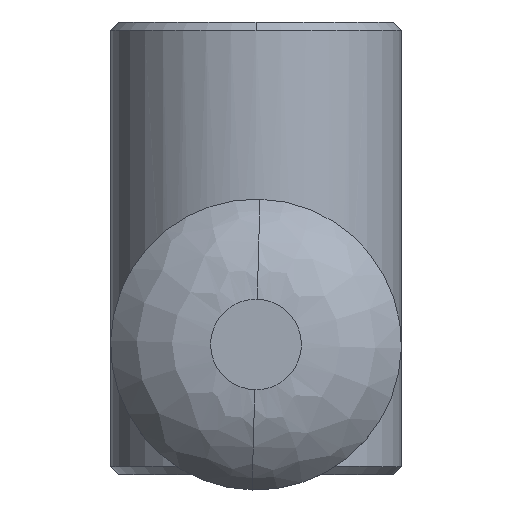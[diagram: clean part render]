
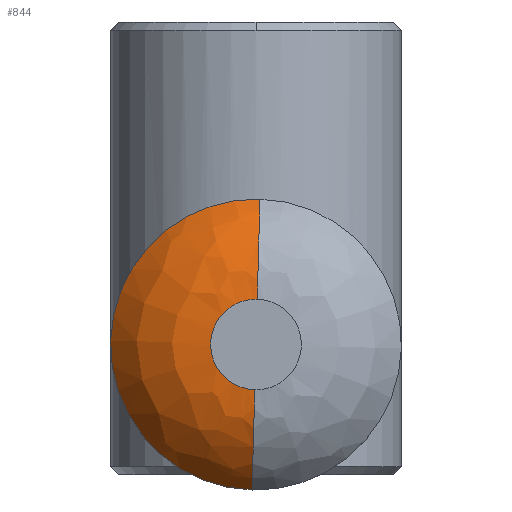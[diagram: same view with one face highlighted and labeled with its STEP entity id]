
A CAD part, top view. The second image highlights one B-rep face of the part: STEP entity #844.
In plain terms, the highlighted free-form (B-spline) face has degree [3, 3] with [4, 4] control points.
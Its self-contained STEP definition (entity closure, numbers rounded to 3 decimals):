
#8 = EDGE_CURVE ( 'NONE', #1490, #1489, #882, .T. ) ;
#98 =( BOUNDED_SURFACE ( )  B_SPLINE_SURFACE ( 3, 3, ( 
 ( #2062, #2063, #2064, #2065 ),
 ( #2066, #2067, #2068, #2069 ),
 ( #2070, #2071, #2072, #2073 ),
 ( #2074, #2075, #2076, #2077 ) ),
 .UNSPECIFIED., .F., .F., .F. ) 
 B_SPLINE_SURFACE_WITH_KNOTS ( ( 4, 4 ),
 ( 4, 4 ),
 ( 0., 1. ),
 ( 0., 1. ),
 .UNSPECIFIED. ) 
 GEOMETRIC_REPRESENTATION_ITEM ( )  RATIONAL_B_SPLINE_SURFACE ( (
 ( 1., 0.333, 0.333, 1.),
 ( 0.92, 0.307, 0.307, 0.92),
 ( 0.92, 0.307, 0.307, 0.92),
 ( 1., 0.333, 0.333, 1.) ) ) 
 REPRESENTATION_ITEM ( '' )  SURFACE ( )  );
#101 =( BOUNDED_CURVE ( )  B_SPLINE_CURVE ( 3, ( #2625, #2626, #2627, #2628 ),
 .UNSPECIFIED., .F., .F. ) 
 B_SPLINE_CURVE_WITH_KNOTS ( ( 4, 4 ),
 ( 0., 1. ),
 .UNSPECIFIED. ) 
 CURVE ( )  GEOMETRIC_REPRESENTATION_ITEM ( )  RATIONAL_B_SPLINE_CURVE ( ( 1., 0.333, 0.333, 1. ) ) 
 REPRESENTATION_ITEM ( '' )  );
#102 =( BOUNDED_CURVE ( )  B_SPLINE_CURVE ( 3, ( #2772, #2773, #2774, #2775 ),
 .UNSPECIFIED., .F., .F. ) 
 B_SPLINE_CURVE_WITH_KNOTS ( ( 4, 4 ),
 ( 0., 1. ),
 .UNSPECIFIED. ) 
 CURVE ( )  GEOMETRIC_REPRESENTATION_ITEM ( )  RATIONAL_B_SPLINE_CURVE ( ( 1., 0.92, 0.92, 1. ) ) 
 REPRESENTATION_ITEM ( '' )  );
#103 =( BOUNDED_CURVE ( )  B_SPLINE_CURVE ( 3, ( #2776, #2777, #2778, #2779 ),
 .UNSPECIFIED., .F., .F. ) 
 B_SPLINE_CURVE_WITH_KNOTS ( ( 4, 4 ),
 ( 0., 1. ),
 .UNSPECIFIED. ) 
 CURVE ( )  GEOMETRIC_REPRESENTATION_ITEM ( )  RATIONAL_B_SPLINE_CURVE ( ( 1., 0.92, 0.92, 1. ) ) 
 REPRESENTATION_ITEM ( '' )  );
#844 = ADVANCED_FACE ( 'NONE', ( #1974 ), #98, .T. ) ;
#882 = CIRCLE ( 'NONE', #1515, 9. ) ;
#989 = CARTESIAN_POINT ( 'NONE',  ( 0., 0., -41.5 ) ) ;
#990 = DIRECTION ( 'NONE',  ( 0., 0., -1. ) ) ;
#991 = DIRECTION ( 'NONE',  ( -1., 0., 0. ) ) ;
#1290 = EDGE_LOOP ( 'NONE', ( #1333, #1328, #1336, #1338, #1337 ) ) ;
#1328 = ORIENTED_EDGE ( 'NONE', *, *, #3190, .T. ) ;
#1333 = ORIENTED_EDGE ( 'NONE', *, *, #3203, .F. ) ;
#1336 = ORIENTED_EDGE ( 'NONE', *, *, #3204, .F. ) ;
#1337 = ORIENTED_EDGE ( 'NONE', *, *, #3188, .T. ) ;
#1338 = ORIENTED_EDGE ( 'NONE', *, *, #8, .T. ) ;
#1489 = VERTEX_POINT ( 'NONE', #2141 ) ;
#1490 = VERTEX_POINT ( 'NONE', #2142 ) ;
#1515 = AXIS2_PLACEMENT_3D ( 'NONE', #989, #990, #991 ) ;
#1974 = FACE_OUTER_BOUND ( 'NONE', #1290, .T. ) ;
#2062 = CARTESIAN_POINT ( 'NONE',  ( 2.8, 0., -45. ) ) ;
#2063 = CARTESIAN_POINT ( 'NONE',  ( 2.8, -5.6, -45. ) ) ;
#2064 = CARTESIAN_POINT ( 'NONE',  ( -2.8, -5.6, -45. ) ) ;
#2065 = CARTESIAN_POINT ( 'NONE',  ( -2.8, 0., -45. ) ) ;
#2066 = CARTESIAN_POINT ( 'NONE',  ( 5.379, 0., -44.95 ) ) ;
#2067 = CARTESIAN_POINT ( 'NONE',  ( 5.379, -10.758, -44.95 ) ) ;
#2068 = CARTESIAN_POINT ( 'NONE',  ( -5.379, -10.758, -44.95 ) ) ;
#2069 = CARTESIAN_POINT ( 'NONE',  ( -5.379, 0., -44.95 ) ) ;
#2070 = CARTESIAN_POINT ( 'NONE',  ( 7.625, 0., -43.682 ) ) ;
#2071 = CARTESIAN_POINT ( 'NONE',  ( 7.625, -15.25, -43.682 ) ) ;
#2072 = CARTESIAN_POINT ( 'NONE',  ( -7.625, -15.25, -43.682 ) ) ;
#2073 = CARTESIAN_POINT ( 'NONE',  ( -7.625, 0., -43.682 ) ) ;
#2074 = CARTESIAN_POINT ( 'NONE',  ( 9., 0., -41.5 ) ) ;
#2075 = CARTESIAN_POINT ( 'NONE',  ( 9., -18., -41.5 ) ) ;
#2076 = CARTESIAN_POINT ( 'NONE',  ( -9., -18., -41.5 ) ) ;
#2077 = CARTESIAN_POINT ( 'NONE',  ( -9., 0., -41.5 ) ) ;
#2141 = CARTESIAN_POINT ( 'NONE',  ( 0., -9., -41.5 ) ) ;
#2142 = CARTESIAN_POINT ( 'NONE',  ( 9., 0., -41.5 ) ) ;
#2249 = CIRCLE ( 'NONE', #2894, 9. ) ;
#2321 = CARTESIAN_POINT ( 'NONE',  ( 2.8, 0., -45. ) ) ;
#2324 = CARTESIAN_POINT ( 'NONE',  ( -9., 0., -41.5 ) ) ;
#2328 = CARTESIAN_POINT ( 'NONE',  ( -2.8, 0., -45. ) ) ;
#2618 = CARTESIAN_POINT ( 'NONE',  ( 0., 0., -41.5 ) ) ;
#2619 = DIRECTION ( 'NONE',  ( 0., 0., -1. ) ) ;
#2620 = DIRECTION ( 'NONE',  ( -1., 0., 0. ) ) ;
#2625 = CARTESIAN_POINT ( 'NONE',  ( -2.8, 0., -45. ) ) ;
#2626 = CARTESIAN_POINT ( 'NONE',  ( -2.8, -5.6, -45. ) ) ;
#2627 = CARTESIAN_POINT ( 'NONE',  ( 2.8, -5.6, -45. ) ) ;
#2628 = CARTESIAN_POINT ( 'NONE',  ( 2.8, 0., -45. ) ) ;
#2772 = CARTESIAN_POINT ( 'NONE',  ( -2.8, 0., -45. ) ) ;
#2773 = CARTESIAN_POINT ( 'NONE',  ( -5.379, 0., -44.95 ) ) ;
#2774 = CARTESIAN_POINT ( 'NONE',  ( -7.625, 0., -43.682 ) ) ;
#2775 = CARTESIAN_POINT ( 'NONE',  ( -9., 0., -41.5 ) ) ;
#2776 = CARTESIAN_POINT ( 'NONE',  ( 9., 0., -41.5 ) ) ;
#2777 = CARTESIAN_POINT ( 'NONE',  ( 7.625, 0., -43.682 ) ) ;
#2778 = CARTESIAN_POINT ( 'NONE',  ( 5.379, 0., -44.95 ) ) ;
#2779 = CARTESIAN_POINT ( 'NONE',  ( 2.8, 0., -45. ) ) ;
#2894 = AXIS2_PLACEMENT_3D ( 'NONE', #2618, #2619, #2620 ) ;
#2911 = VERTEX_POINT ( 'NONE', #2321 ) ;
#2914 = VERTEX_POINT ( 'NONE', #2324 ) ;
#2918 = VERTEX_POINT ( 'NONE', #2328 ) ;
#3188 = EDGE_CURVE ( 'NONE', #1489, #2914, #2249, .T. ) ;
#3190 = EDGE_CURVE ( 'NONE', #2918, #2911, #101, .T. ) ;
#3203 = EDGE_CURVE ( 'NONE', #2918, #2914, #102, .T. ) ;
#3204 = EDGE_CURVE ( 'NONE', #1490, #2911, #103, .T. ) ;
